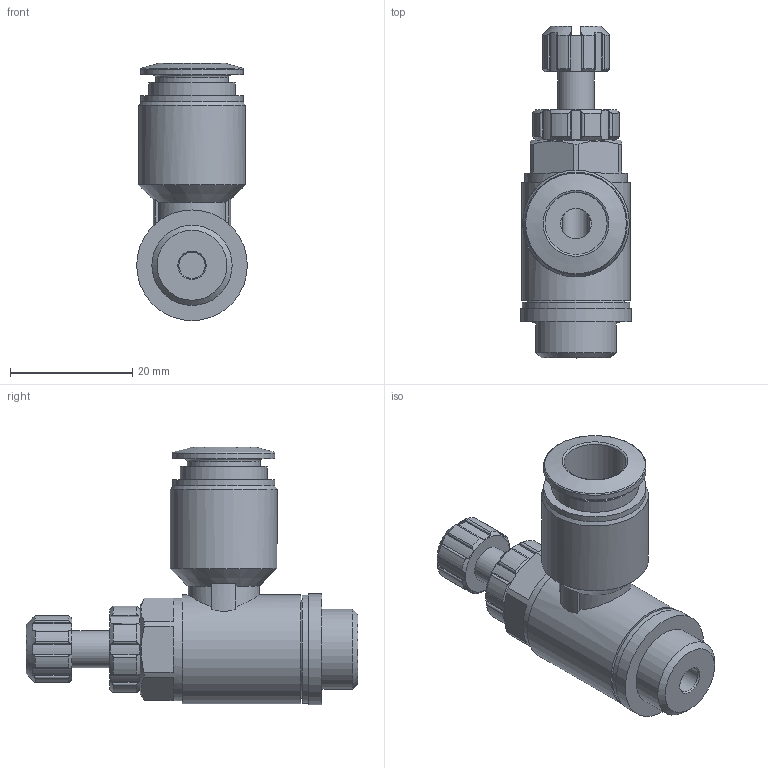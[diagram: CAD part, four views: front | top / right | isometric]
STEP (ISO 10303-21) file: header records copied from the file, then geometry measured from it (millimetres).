
FILE_DESCRIPTION(/* description */ ('STEP AP214'),/* implementation_level */ '2;1');
FILE_NAME(/* name */ '534340_GRLA-1_4-QS-10-RS-D',/* time_stamp */ '2024-08-28T21:13:14+02:00',/* author */ ('License CC BY-ND 4.0'),/* organization */ ('CADENAS'),/* preprocessor_version */ 'ST-DEVELOPER v19.3',/* originating_system */ 'PARTsolutions',/* authorisation */ ' ');
FILE_SCHEMA (('AUTOMOTIVE_DESIGN {1 0 10303 214 3 1 1}'));
Length unit declared in the file: millimetre
Products named in the file (1): 534340 GRLA-1/4-QS-10-RS-D
Bounding box: 18.15 x 54.4 x 42.17 mm (x, y, z)
Volume: 12211.2 mm3; surface area: 5990.7 mm2
Topology: 1 solids, 1 shells, 167 faces, 445 edges, 293 vertices
Faces by surface type: cylinder 82, plane 69, cone 12, torus 4
Full cylindrical faces by diameter (mm): 4.3 x1, 5 x1, 6 x1, 10.2 x1, 12 x1, 13.157 x1, 14.2 x1, 16.8 x3, 17.5 x1, 17.7 x1, 17.8 x1, 18.15 x1
Entity records: 6392 total; most frequent: CARTESIAN_POINT 1356, ORIENTED_EDGE 820, DIRECTION 728, EDGE_CURVE 410, AXIS2_PLACEMENT_3D 298, VERTEX_POINT 286, EDGE_LOOP 210, FACE_BOUND 210
